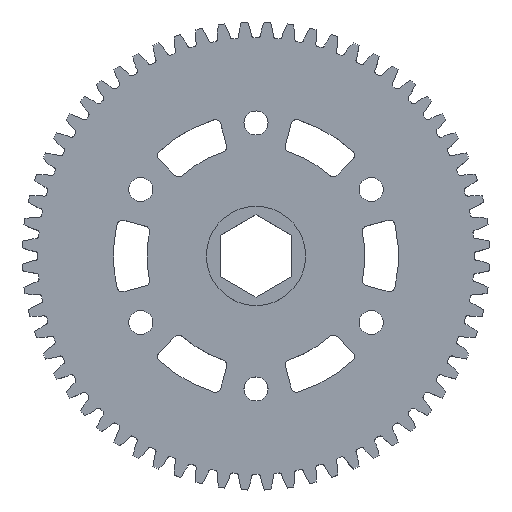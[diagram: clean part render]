
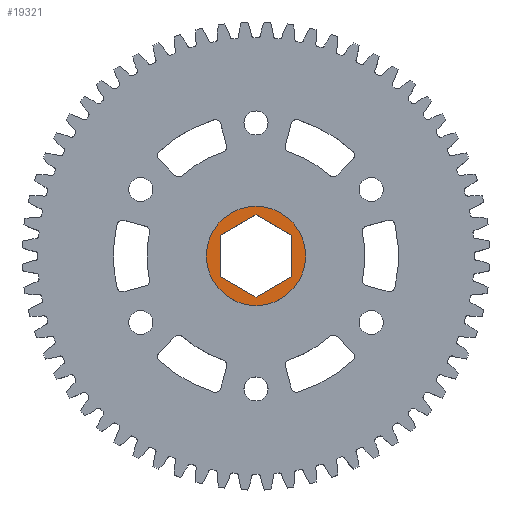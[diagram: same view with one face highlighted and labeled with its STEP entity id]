
A CAD part, top view. The second image highlights one B-rep face of the part: STEP entity #19321.
In plain terms, the highlighted planar face has unit normal (0, 0, 1).
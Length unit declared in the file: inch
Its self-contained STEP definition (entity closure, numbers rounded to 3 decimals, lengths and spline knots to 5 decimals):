
#8 = CARTESIAN_POINT ( 'NONE',  ( -0.2515, 0.1452, 0.249 ) ) ;
#9 = DIRECTION ( 'NONE',  ( 0.866, 0.5, 0. ) ) ;
#12 = CARTESIAN_POINT ( 'NONE',  ( 0., 0., 0.249 ) ) ;
#13 = DIRECTION ( 'NONE',  ( 0., 0., 1. ) ) ;
#14 = DIRECTION ( 'NONE',  ( 1., 0., 0. ) ) ;
#145 = CARTESIAN_POINT ( 'NONE',  ( -0.35, 0., 0.249 ) ) ;
#166 = CARTESIAN_POINT ( 'NONE',  ( -0.2515, -0.1452, 0.249 ) ) ;
#364 = CARTESIAN_POINT ( 'NONE',  ( 0.35, 0., 0.249 ) ) ;
#394 = CARTESIAN_POINT ( 'NONE',  ( -0.2515, 0.1452, 0.249 ) ) ;
#1243 = ORIENTED_EDGE ( 'NONE', *, *, #4239, .T. ) ;
#1245 = ORIENTED_EDGE ( 'NONE', *, *, #9062, .T. ) ;
#1247 = ORIENTED_EDGE ( 'NONE', *, *, #9004, .T. ) ;
#1249 = ORIENTED_EDGE ( 'NONE', *, *, #9009, .T. ) ;
#1251 = ORIENTED_EDGE ( 'NONE', *, *, #9020, .T. ) ;
#1254 = ORIENTED_EDGE ( 'NONE', *, *, #9006, .T. ) ;
#1256 = ORIENTED_EDGE ( 'NONE', *, *, #9061, .T. ) ;
#1258 = ORIENTED_EDGE ( 'NONE', *, *, #9034, .T. ) ;
#1773 = VERTEX_POINT ( 'NONE', #12285 ) ;
#1784 = VERTEX_POINT ( 'NONE', #12290 ) ;
#1791 = VERTEX_POINT ( 'NONE', #12293 ) ;
#1797 = VERTEX_POINT ( 'NONE', #12296 ) ;
#2441 = CARTESIAN_POINT ( 'NONE',  ( 0., 0., 0.249 ) ) ;
#2445 = PLANE ( 'NONE',  #18584 ) ;
#2450 = DIRECTION ( 'NONE',  ( 0., 0., 1. ) ) ;
#2451 = DIRECTION ( 'NONE',  ( 1., 0., 0. ) ) ;
#4239 = EDGE_CURVE ( 'NONE', #12625, #12406, #16191, .T. ) ;
#4322 = EDGE_LOOP ( 'NONE', ( #1245, #1243 ) ) ;
#4329 = EDGE_LOOP ( 'NONE', ( #1258, #1256, #1254, #1251, #1249, #1247 ) ) ;
#5381 = CARTESIAN_POINT ( 'NONE',  ( 0., 0., 0.249 ) ) ;
#5382 = DIRECTION ( 'NONE',  ( 0., 0., 1. ) ) ;
#5383 = DIRECTION ( 'NONE',  ( 1., 0., 0. ) ) ;
#8233 = LINE ( 'NONE', #8, #8236 ) ;
#8235 = CIRCLE ( 'NONE', #18471, 0.35 ) ;
#8236 = VECTOR ( 'NONE', #9, 39.37008 ) ;
#8373 = FACE_BOUND ( 'NONE', #4329, .T. ) ;
#8376 = FACE_OUTER_BOUND ( 'NONE', #4322, .T. ) ;
#9004 = EDGE_CURVE ( 'NONE', #1784, #12427, #15471, .T. ) ;
#9006 = EDGE_CURVE ( 'NONE', #1791, #1773, #16918, .T. ) ;
#9009 = EDGE_CURVE ( 'NONE', #1797, #1784, #16911, .T. ) ;
#9020 = EDGE_CURVE ( 'NONE', #1773, #1797, #16897, .T. ) ;
#9034 = EDGE_CURVE ( 'NONE', #12427, #12655, #16883, .T. ) ;
#9061 = EDGE_CURVE ( 'NONE', #12655, #1791, #8233, .T. ) ;
#9062 = EDGE_CURVE ( 'NONE', #12406, #12625, #8235, .T. ) ;
#12285 = CARTESIAN_POINT ( 'NONE',  ( 0.2515, 0.1452, 0.249 ) ) ;
#12290 = CARTESIAN_POINT ( 'NONE',  ( 0., -0.29041, 0.249 ) ) ;
#12293 = CARTESIAN_POINT ( 'NONE',  ( 0., 0.29041, 0.249 ) ) ;
#12296 = CARTESIAN_POINT ( 'NONE',  ( 0.2515, -0.1452, 0.249 ) ) ;
#12406 = VERTEX_POINT ( 'NONE', #145 ) ;
#12427 = VERTEX_POINT ( 'NONE', #166 ) ;
#12625 = VERTEX_POINT ( 'NONE', #364 ) ;
#12655 = VERTEX_POINT ( 'NONE', #394 ) ;
#15468 = VECTOR ( 'NONE', #26195, 39.37008 ) ;
#15471 = LINE ( 'NONE', #26193, #15468 ) ;
#16191 = CIRCLE ( 'NONE', #18433, 0.35 ) ;
#16883 = LINE ( 'NONE', #26248, #16887 ) ;
#16887 = VECTOR ( 'NONE', #26255, 39.37008 ) ;
#16888 = VECTOR ( 'NONE', #26226, 39.37008 ) ;
#16897 = LINE ( 'NONE', #26211, #16888 ) ;
#16910 = VECTOR ( 'NONE', #26204, 39.37008 ) ;
#16911 = LINE ( 'NONE', #26191, #16910 ) ;
#16917 = VECTOR ( 'NONE', #26198, 39.37008 ) ;
#16918 = LINE ( 'NONE', #26197, #16917 ) ;
#18433 = AXIS2_PLACEMENT_3D ( 'NONE', #5381, #5382, #5383 ) ;
#18471 = AXIS2_PLACEMENT_3D ( 'NONE', #12, #13, #14 ) ;
#18584 = AXIS2_PLACEMENT_3D ( 'NONE', #2441, #2450, #2451 ) ;
#19321 = ADVANCED_FACE ( 'NONE', ( #8373, #8376 ), #2445, .T. ) ;
#26191 = CARTESIAN_POINT ( 'NONE',  ( 0.2515, -0.1452, 0.249 ) ) ;
#26193 = CARTESIAN_POINT ( 'NONE',  ( 0., -0.29041, 0.249 ) ) ;
#26195 = DIRECTION ( 'NONE',  ( -0.866, 0.5, 0. ) ) ;
#26197 = CARTESIAN_POINT ( 'NONE',  ( 0., 0.29041, 0.249 ) ) ;
#26198 = DIRECTION ( 'NONE',  ( 0.866, -0.5, 0. ) ) ;
#26204 = DIRECTION ( 'NONE',  ( -0.866, -0.5, 0. ) ) ;
#26211 = CARTESIAN_POINT ( 'NONE',  ( 0.2515, 0.1452, 0.249 ) ) ;
#26226 = DIRECTION ( 'NONE',  ( 0., -1., 0. ) ) ;
#26248 = CARTESIAN_POINT ( 'NONE',  ( -0.2515, -0.1452, 0.249 ) ) ;
#26255 = DIRECTION ( 'NONE',  ( 0., 1., 0. ) ) ;
